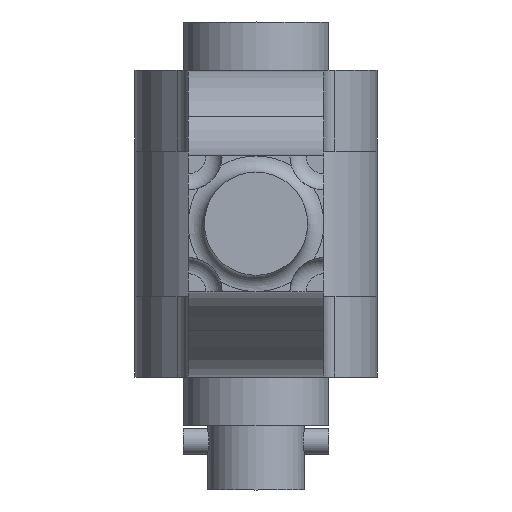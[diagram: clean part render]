
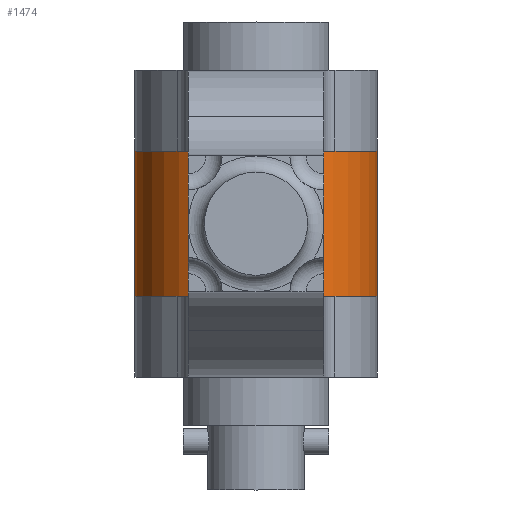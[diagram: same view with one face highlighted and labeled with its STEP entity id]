
A CAD part, left-side view. The second image highlights one B-rep face of the part: STEP entity #1474.
In plain terms, the highlighted cylindrical face has radius 37.5 mm (diameter 75 mm), a partial arc.
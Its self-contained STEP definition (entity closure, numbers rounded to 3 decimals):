
#69=CYLINDRICAL_SURFACE('',#1662,37.5);
#124=LINE('',#2529,#217);
#125=LINE('',#2534,#218);
#217=VECTOR('',#1963,10.);
#218=VECTOR('',#1968,10.);
#349=FACE_OUTER_BOUND('',#435,.T.);
#435=EDGE_LOOP('',(#1123,#1124,#1125,#1126));
#558=CIRCLE('',#1663,37.5);
#559=CIRCLE('',#1664,37.5);
#680=VERTEX_POINT('',#2525);
#681=VERTEX_POINT('',#2527);
#682=VERTEX_POINT('',#2531);
#683=VERTEX_POINT('',#2533);
#849=EDGE_CURVE('',#681,#680,#124,.T.);
#851=EDGE_CURVE('',#682,#683,#125,.T.);
#853=EDGE_CURVE('',#681,#683,#558,.T.);
#854=EDGE_CURVE('',#682,#680,#559,.T.);
#1123=ORIENTED_EDGE('',*,*,#849,.F.);
#1124=ORIENTED_EDGE('',*,*,#853,.T.);
#1125=ORIENTED_EDGE('',*,*,#851,.F.);
#1126=ORIENTED_EDGE('',*,*,#854,.T.);
#1474=ADVANCED_FACE('',(#349),#69,.T.);
#1662=AXIS2_PLACEMENT_3D('',#2536,#1971,#1972);
#1663=AXIS2_PLACEMENT_3D('',#2537,#1973,#1974);
#1664=AXIS2_PLACEMENT_3D('',#2538,#1975,#1976);
#1963=DIRECTION('',(0.,0.,-1.));
#1968=DIRECTION('',(0.,0.,1.));
#1971=DIRECTION('center_axis',(0.,0.,1.));
#1972=DIRECTION('ref_axis',(-1.,0.,0.));
#1973=DIRECTION('center_axis',(0.,0.,-1.));
#1974=DIRECTION('ref_axis',(1.,0.,0.));
#1975=DIRECTION('center_axis',(0.,0.,1.));
#1976=DIRECTION('ref_axis',(1.,0.,0.));
#2525=CARTESIAN_POINT('',(385.631,-29.516,167.5));
#2527=CARTESIAN_POINT('',(385.631,-29.516,212.5));
#2529=CARTESIAN_POINT('',(385.631,-29.516,167.5));
#2531=CARTESIAN_POINT('',(385.631,29.516,167.5));
#2533=CARTESIAN_POINT('',(385.631,29.516,212.5));
#2534=CARTESIAN_POINT('',(385.631,29.516,167.5));
#2536=CARTESIAN_POINT('Origin',(362.5,0.,167.5));
#2537=CARTESIAN_POINT('Origin',(362.5,0.,212.5));
#2538=CARTESIAN_POINT('Origin',(362.5,0.,167.5));
